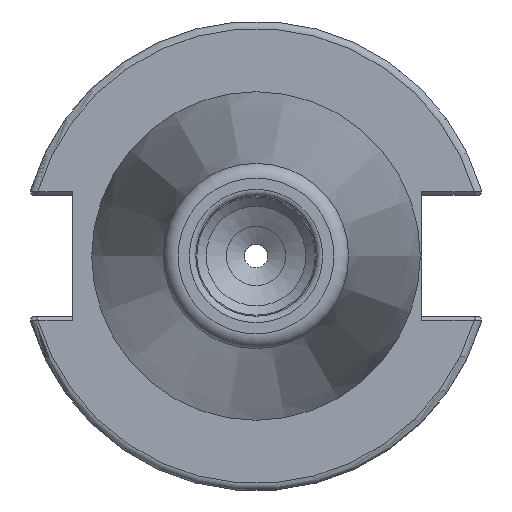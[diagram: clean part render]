
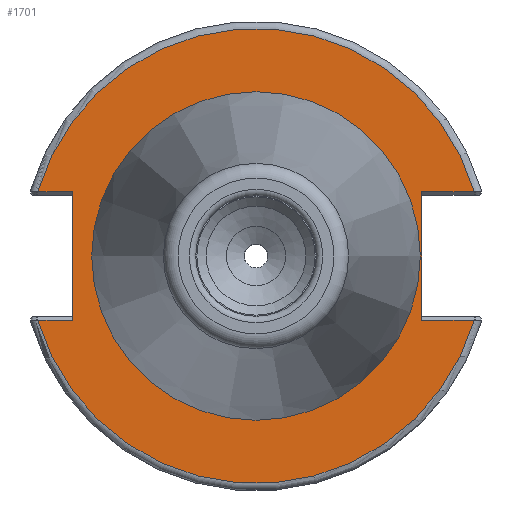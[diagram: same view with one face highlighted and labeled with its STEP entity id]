
A CAD part, left-side view. The second image highlights one B-rep face of the part: STEP entity #1701.
In plain terms, the highlighted planar face has unit normal (-1, 0, 0).
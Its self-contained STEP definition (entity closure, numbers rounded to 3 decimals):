
#49=FACE_BOUND('',#447,.T.);
#58=PLANE('',#1855);
#134=LINE('',#2776,#239);
#136=LINE('',#2844,#241);
#137=LINE('',#2846,#242);
#138=LINE('',#2850,#243);
#139=LINE('',#2852,#244);
#140=LINE('',#2853,#245);
#239=VECTOR('',#2101,10.);
#241=VECTOR('',#2119,10.);
#242=VECTOR('',#2120,10.);
#243=VECTOR('',#2123,10.);
#244=VECTOR('',#2124,10.);
#245=VECTOR('',#2125,10.);
#350=FACE_OUTER_BOUND('',#446,.T.);
#446=EDGE_LOOP('',(#1269,#1270,#1271,#1272,#1273,#1274,#1275,#1276));
#447=EDGE_LOOP('',(#1277,#1278));
#562=CIRCLE('',#1854,30.775);
#563=CIRCLE('',#1856,30.775);
#564=CIRCLE('',#1857,22.225);
#565=CIRCLE('',#1858,22.225);
#719=VERTEX_POINT('',#2769);
#722=VERTEX_POINT('',#2774);
#728=VERTEX_POINT('',#2822);
#730=VERTEX_POINT('',#2843);
#731=VERTEX_POINT('',#2845);
#732=VERTEX_POINT('',#2847);
#733=VERTEX_POINT('',#2849);
#734=VERTEX_POINT('',#2851);
#735=VERTEX_POINT('',#2854);
#736=VERTEX_POINT('',#2855);
#921=EDGE_CURVE('',#722,#719,#134,.T.);
#931=EDGE_CURVE('',#719,#728,#562,.T.);
#934=EDGE_CURVE('',#722,#730,#136,.T.);
#935=EDGE_CURVE('',#731,#730,#137,.T.);
#936=EDGE_CURVE('',#732,#731,#563,.T.);
#937=EDGE_CURVE('',#733,#732,#138,.T.);
#938=EDGE_CURVE('',#733,#734,#139,.T.);
#939=EDGE_CURVE('',#728,#734,#140,.T.);
#940=EDGE_CURVE('',#735,#736,#564,.T.);
#941=EDGE_CURVE('',#736,#735,#565,.T.);
#1269=ORIENTED_EDGE('',*,*,#921,.F.);
#1270=ORIENTED_EDGE('',*,*,#934,.T.);
#1271=ORIENTED_EDGE('',*,*,#935,.F.);
#1272=ORIENTED_EDGE('',*,*,#936,.F.);
#1273=ORIENTED_EDGE('',*,*,#937,.F.);
#1274=ORIENTED_EDGE('',*,*,#938,.T.);
#1275=ORIENTED_EDGE('',*,*,#939,.F.);
#1276=ORIENTED_EDGE('',*,*,#931,.F.);
#1277=ORIENTED_EDGE('',*,*,#940,.T.);
#1278=ORIENTED_EDGE('',*,*,#941,.T.);
#1701=ADVANCED_FACE('',(#350,#49),#58,.T.);
#1854=AXIS2_PLACEMENT_3D('',#2823,#2115,#2116);
#1855=AXIS2_PLACEMENT_3D('',#2842,#2117,#2118);
#1856=AXIS2_PLACEMENT_3D('',#2848,#2121,#2122);
#1857=AXIS2_PLACEMENT_3D('',#2856,#2126,#2127);
#1858=AXIS2_PLACEMENT_3D('',#2857,#2128,#2129);
#2101=DIRECTION('',(0.,-1.,0.));
#2115=DIRECTION('center_axis',(1.,0.,0.));
#2116=DIRECTION('ref_axis',(0.,0.,-1.));
#2117=DIRECTION('center_axis',(-1.,0.,0.));
#2118=DIRECTION('ref_axis',(0.,0.,1.));
#2119=DIRECTION('',(0.,0.,1.));
#2120=DIRECTION('',(0.,1.,0.));
#2121=DIRECTION('center_axis',(1.,0.,0.));
#2122=DIRECTION('ref_axis',(0.,0.,-1.));
#2123=DIRECTION('',(0.,1.,0.));
#2124=DIRECTION('',(0.,0.,-1.));
#2125=DIRECTION('',(0.,-1.,0.));
#2126=DIRECTION('center_axis',(1.,0.,0.));
#2127=DIRECTION('ref_axis',(0.,0.,-1.));
#2128=DIRECTION('center_axis',(1.,0.,0.));
#2129=DIRECTION('ref_axis',(0.,0.,-1.));
#2769=CARTESIAN_POINT('',(3.175,-29.523,-8.69));
#2774=CARTESIAN_POINT('',(3.175,-22.41,-8.69));
#2776=CARTESIAN_POINT('',(3.175,-4.878,-8.69));
#2822=CARTESIAN_POINT('',(3.175,29.523,-8.69));
#2823=CARTESIAN_POINT('Origin',(3.175,0.,
0.));
#2842=CARTESIAN_POINT('Origin',(3.175,30.775,0.));
#2843=CARTESIAN_POINT('',(3.175,-22.41,8.69));
#2844=CARTESIAN_POINT('',(3.175,-22.41,-4.095));
#2845=CARTESIAN_POINT('',(3.175,-29.523,8.69));
#2846=CARTESIAN_POINT('',(3.175,4.182,8.69));
#2847=CARTESIAN_POINT('',(3.175,29.523,8.69));
#2848=CARTESIAN_POINT('Origin',(3.175,0.,
0.));
#2849=CARTESIAN_POINT('',(3.175,24.8,8.69));
#2850=CARTESIAN_POINT('',(3.175,32.958,8.69));
#2851=CARTESIAN_POINT('',(3.175,24.8,-8.69));
#2852=CARTESIAN_POINT('',(3.175,24.8,4.095));
#2853=CARTESIAN_POINT('',(3.175,27.788,-8.69));
#2854=CARTESIAN_POINT('',(3.175,22.225,0.));
#2855=CARTESIAN_POINT('',(3.175,-22.225,0.));
#2856=CARTESIAN_POINT('Origin',(3.175,0.,
0.));
#2857=CARTESIAN_POINT('Origin',(3.175,0.,
0.));
